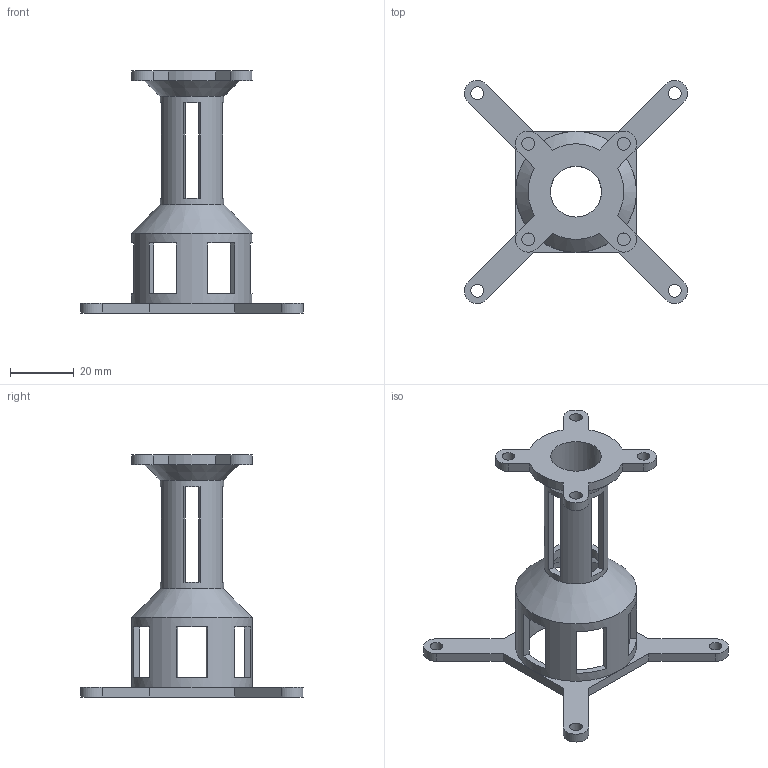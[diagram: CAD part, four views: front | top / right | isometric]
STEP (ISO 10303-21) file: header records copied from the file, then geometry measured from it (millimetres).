
FILE_DESCRIPTION(('STEP AP242'), '1');
FILE_NAME('itemBridge', '', ('UNSPECIFIED'), ('UNSPECIFIED'), 'C3D Converter', 'C3D Toolkit', '');
FILE_SCHEMA(('AP242_MANAGED_MODEL_BASED_3D_ENGINEERING_MIM_LF { 1 0 10303 442 1 1 4 }'));
Length unit declared in the file: millimetre
Bounding box: 69.97 x 69.97 x 76 mm (x, y, z)
Volume: 15458.6 mm3; surface area: 15377.8 mm2
Topology: 1 solids, 1 shells, 97 faces, 279 edges, 180 vertices
Faces by surface type: plane 70, cylinder 24, cone 3
Full cylindrical faces by diameter (mm): 4 x8, 16 x1, 20 x1, 34 x1, 38 x1
Entity records: 3209 total; most frequent: DIRECTION 560, CARTESIAN_POINT 538, ORIENTED_EDGE 520, EDGE_CURVE 260, AXIS2_PLACEMENT_3D 202, VERTEX_POINT 180, LINE 156, VECTOR 156
